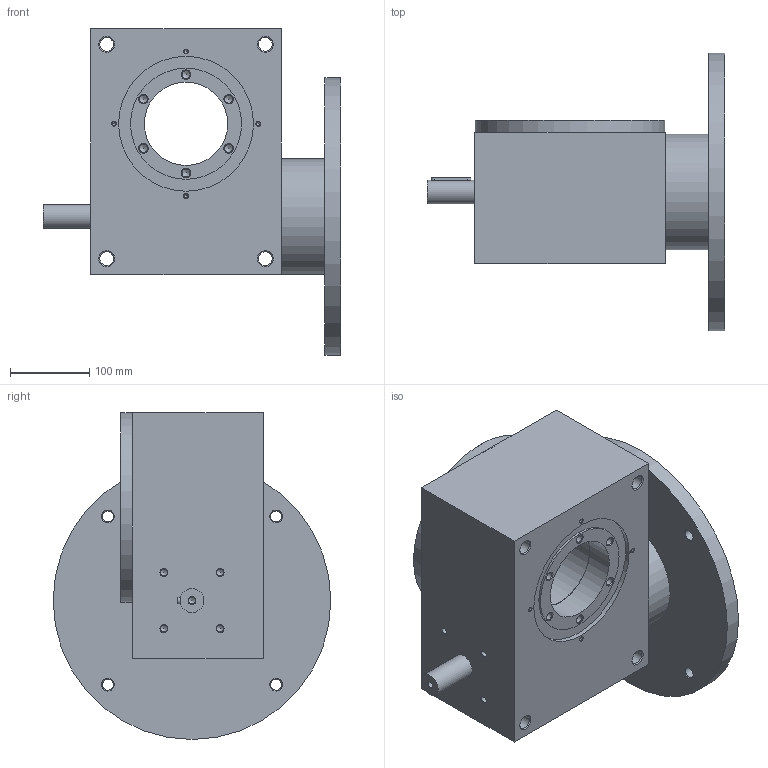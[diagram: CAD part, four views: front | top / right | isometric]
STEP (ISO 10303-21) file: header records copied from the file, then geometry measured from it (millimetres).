
FILE_DESCRIPTION( ( 'STEP AP214' ), '1' );
FILE_NAME( 'K117_MBD_160_B5_R.1_5_C.1_-_-_-_-_-_-_-_-.stp', '2018-08-31T12:41:55', ( '' ), ( '' ), ' ', 'PARTsolutions', ' ' );
FILE_SCHEMA( ( 'AUTOMOTIVE_DESIGN { 1 0 10303 214 1 1 1 1 }' ) );
Length unit declared in the file: millimetre
Products named in the file (4): K117_MBD_160/B5_R.1/5_C.1_-_-_-_-_-_-_-_-; _117_41-case; _117_13-fl; _117-shaft
Assembly tree (3 placements, depth 2):
  K117_MBD_160/B5_R.1/5_C.1_-_-_-_-_-_-_-_-
    _117_41-case
    _117_13-fl
    _117-shaft
Bounding box: 375 x 350 x 412 mm (x, y, z)
Volume: 13529872.9 mm3; surface area: 725441.2 mm2
Topology: 3 solids, 3 shells, 297 faces, 713 edges, 458 vertices
Faces by surface type: plane 148, cylinder 87, cone 62
Full cylindrical faces by diameter (mm): 4.917 x8, 8.376 x5, 10.106 x12, 13.835 x4, 17.294 x4, 17.5 x4, 21 x6, 30 x2, 55 x1, 105 x2, 106 x1, 140 x2, 146 x1, 170 x2, 239 x1, 250 x1, 350 x1
Entity records: 10314 total; most frequent: CARTESIAN_POINT 1370, DIRECTION 1368, ORIENTED_EDGE 1118, EDGE_CURVE 559, AXIS2_PLACEMENT_3D 510, EDGE_LOOP 472, VERTEX_POINT 448, FACE_OUTER_BOUND 354
